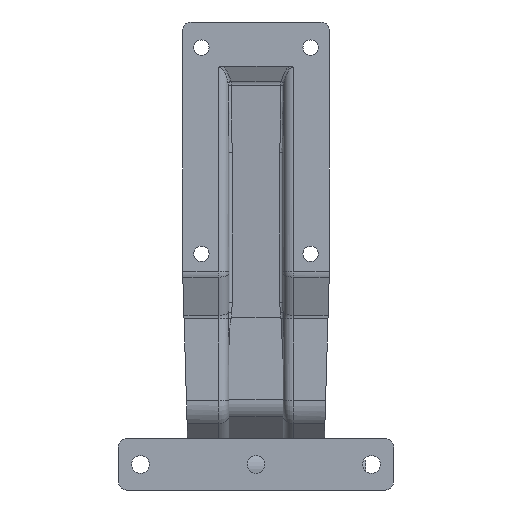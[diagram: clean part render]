
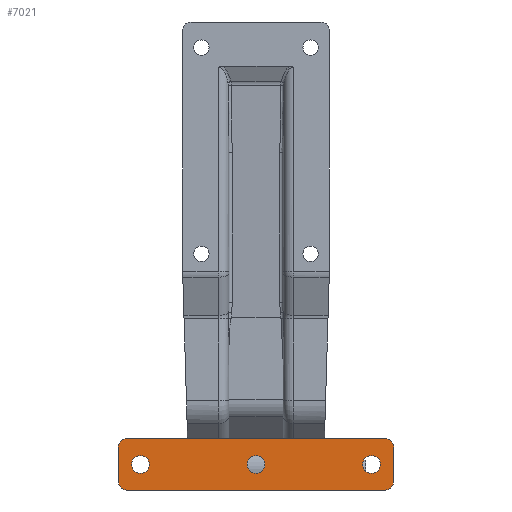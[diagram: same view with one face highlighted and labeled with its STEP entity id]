
A CAD part, front view. The second image highlights one B-rep face of the part: STEP entity #7021.
In plain terms, the highlighted planar face has unit normal (0, -1, 0).
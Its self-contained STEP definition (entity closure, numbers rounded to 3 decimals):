
#198 = CARTESIAN_POINT ( 'NONE',  ( 75.75, 0., 10. ) ) ;
#199 = DIRECTION ( 'NONE',  ( 0., -1., 0. ) ) ;
#200 = DIRECTION ( 'NONE',  ( 0., 0., 1. ) ) ;
#201 = CARTESIAN_POINT ( 'NONE',  ( -75.75, 0., 10. ) ) ;
#202 = DIRECTION ( 'NONE',  ( 0., -1., 0. ) ) ;
#203 = DIRECTION ( 'NONE',  ( 0., 0., 1. ) ) ;
#306 = CARTESIAN_POINT ( 'NONE',  ( -67.75, 0., 0. ) ) ;
#310 = DIRECTION ( 'NONE',  ( 0., 1., 0. ) ) ;
#311 = DIRECTION ( 'NONE',  ( 0., 0., 1. ) ) ;
#851 = AXIS2_PLACEMENT_3D ( 'NONE', #6551, #6555, #6556 ) ;
#853 = VECTOR ( 'NONE', #6560, 1000. ) ;
#855 = VECTOR ( 'NONE', #6563, 1000. ) ;
#996 = EDGE_CURVE ( 'NONE', #4259, #4178, #7161, .T. ) ;
#1118 = EDGE_CURVE ( 'NONE', #4128, #4231, #7194, .T. ) ;
#1190 = EDGE_CURVE ( 'NONE', #4226, #4239, #7203, .T. ) ;
#1268 = FACE_BOUND ( 'NONE', #4042, .T. ) ;
#1270 = FACE_BOUND ( 'NONE', #4001, .T. ) ;
#1271 = AXIS2_PLACEMENT_3D ( 'NONE', #2706, #2707, #2708 ) ;
#1275 = FACE_BOUND ( 'NONE', #4002, .T. ) ;
#1279 = FACE_OUTER_BOUND ( 'NONE', #4025, .T. ) ;
#1280 = EDGE_CURVE ( 'NONE', #4151, #4119, #7214, .T. ) ;
#1282 = EDGE_CURVE ( 'NONE', #4161, #4223, #7215, .T. ) ;
#1321 = AXIS2_PLACEMENT_3D ( 'NONE', #2736, #2737, #2738 ) ;
#1358 = EDGE_CURVE ( 'NONE', #4227, #4221, #7231, .T. ) ;
#1447 = AXIS2_PLACEMENT_3D ( 'NONE', #7298, #7305, #7306 ) ;
#1501 = VECTOR ( 'NONE', #7359, 1000. ) ;
#1645 = EDGE_CURVE ( 'NONE', #4231, #4128, #4659, .T. ) ;
#1646 = EDGE_CURVE ( 'NONE', #4151, #4239, #6558, .T. ) ;
#1647 = EDGE_CURVE ( 'NONE', #4161, #4119, #6561, .T. ) ;
#2101 = LINE ( 'NONE', #2102, #9186 ) ;
#2102 = CARTESIAN_POINT ( 'NONE',  ( -80.75, 0., -15. ) ) ;
#2103 = DIRECTION ( 'NONE',  ( 0., 0., 1. ) ) ;
#2136 = CARTESIAN_POINT ( 'NONE',  ( -67.75, 0., 0. ) ) ;
#2143 = DIRECTION ( 'NONE',  ( 0., 1., 0. ) ) ;
#2144 = DIRECTION ( 'NONE',  ( 0., 0., 1. ) ) ;
#2705 = PLANE ( 'NONE',  #1271 ) ;
#2706 = CARTESIAN_POINT ( 'NONE',  ( 0., 0., 0. ) ) ;
#2707 = DIRECTION ( 'NONE',  ( 0., 1., 0. ) ) ;
#2708 = DIRECTION ( 'NONE',  ( 0., 0., 1. ) ) ;
#2736 = CARTESIAN_POINT ( 'NONE',  ( 67.75, 0., 0. ) ) ;
#2737 = DIRECTION ( 'NONE',  ( 0., 1., 0. ) ) ;
#2738 = DIRECTION ( 'NONE',  ( 0., 0., 1. ) ) ;
#2871 = AXIS2_PLACEMENT_3D ( 'NONE', #9090, #9091, #9092 ) ;
#3749 = ORIENTED_EDGE ( 'NONE', *, *, #1358, .T. ) ;
#4001 = EDGE_LOOP ( 'NONE', ( #8294, #4507 ) ) ;
#4002 = EDGE_LOOP ( 'NONE', ( #3749, #4509 ) ) ;
#4025 = EDGE_LOOP ( 'NONE', ( #8296, #4271, #4510, #4925, #4926, #4927, #4928, #4929 ) ) ;
#4042 = EDGE_LOOP ( 'NONE', ( #4508, #4273 ) ) ;
#4119 = VERTEX_POINT ( 'NONE', #6664 ) ;
#4124 = VERTEX_POINT ( 'NONE', #6669 ) ;
#4128 = VERTEX_POINT ( 'NONE', #6673 ) ;
#4151 = VERTEX_POINT ( 'NONE', #6696 ) ;
#4161 = VERTEX_POINT ( 'NONE', #6706 ) ;
#4178 = VERTEX_POINT ( 'NONE', #6723 ) ;
#4221 = VERTEX_POINT ( 'NONE', #6766 ) ;
#4223 = VERTEX_POINT ( 'NONE', #6768 ) ;
#4226 = VERTEX_POINT ( 'NONE', #6771 ) ;
#4227 = VERTEX_POINT ( 'NONE', #6772 ) ;
#4231 = VERTEX_POINT ( 'NONE', #6775 ) ;
#4239 = VERTEX_POINT ( 'NONE', #6779 ) ;
#4247 = VERTEX_POINT ( 'NONE', #6783 ) ;
#4259 = VERTEX_POINT ( 'NONE', #6789 ) ;
#4271 = ORIENTED_EDGE ( 'NONE', *, *, #996, .T. ) ;
#4273 = ORIENTED_EDGE ( 'NONE', *, *, #1118, .T. ) ;
#4507 = ORIENTED_EDGE ( 'NONE', *, *, #7064, .T. ) ;
#4508 = ORIENTED_EDGE ( 'NONE', *, *, #1645, .T. ) ;
#4509 = ORIENTED_EDGE ( 'NONE', *, *, #5199, .T. ) ;
#4510 = ORIENTED_EDGE ( 'NONE', *, *, #7081, .F. ) ;
#4659 = CIRCLE ( 'NONE', #851, 5.25 ) ;
#4925 = ORIENTED_EDGE ( 'NONE', *, *, #1190, .T. ) ;
#4926 = ORIENTED_EDGE ( 'NONE', *, *, #1646, .F. ) ;
#4927 = ORIENTED_EDGE ( 'NONE', *, *, #1280, .T. ) ;
#4928 = ORIENTED_EDGE ( 'NONE', *, *, #1647, .F. ) ;
#4929 = ORIENTED_EDGE ( 'NONE', *, *, #1282, .T. ) ;
#5185 = EDGE_CURVE ( 'NONE', #4259, #4223, #2101, .T. ) ;
#5199 = EDGE_CURVE ( 'NONE', #4221, #4227, #5589, .T. ) ;
#5209 = AXIS2_PLACEMENT_3D ( 'NONE', #6132, #6136, #6137 ) ;
#5415 = AXIS2_PLACEMENT_3D ( 'NONE', #8102, #8103, #8104 ) ;
#5589 = CIRCLE ( 'NONE', #9200, 5.25 ) ;
#5607 = CIRCLE ( 'NONE', #1321, 5.25 ) ;
#5621 = CIRCLE ( 'NONE', #1447, 5.25 ) ;
#6132 = CARTESIAN_POINT ( 'NONE',  ( 75.75, 0., -10. ) ) ;
#6136 = DIRECTION ( 'NONE',  ( 0., -1., 0. ) ) ;
#6137 = DIRECTION ( 'NONE',  ( 0., 0., 1. ) ) ;
#6295 = AXIS2_PLACEMENT_3D ( 'NONE', #201, #202, #203 ) ;
#6308 = AXIS2_PLACEMENT_3D ( 'NONE', #306, #310, #311 ) ;
#6313 = AXIS2_PLACEMENT_3D ( 'NONE', #198, #199, #200 ) ;
#6551 = CARTESIAN_POINT ( 'NONE',  ( 0., 0., 0. ) ) ;
#6555 = DIRECTION ( 'NONE',  ( 0., 1., 0. ) ) ;
#6556 = DIRECTION ( 'NONE',  ( 0., 0., 1. ) ) ;
#6558 = LINE ( 'NONE', #6559, #853 ) ;
#6559 = CARTESIAN_POINT ( 'NONE',  ( 80.75, 0., -15. ) ) ;
#6560 = DIRECTION ( 'NONE',  ( 0., 0., -1. ) ) ;
#6561 = LINE ( 'NONE', #6562, #855 ) ;
#6562 = CARTESIAN_POINT ( 'NONE',  ( -80.75, 0., 15. ) ) ;
#6563 = DIRECTION ( 'NONE',  ( 1., 0., 0. ) ) ;
#6664 = CARTESIAN_POINT ( 'NONE',  ( 75.75, 0., 15. ) ) ;
#6669 = CARTESIAN_POINT ( 'NONE',  ( 67.75, 0., -5.25 ) ) ;
#6673 = CARTESIAN_POINT ( 'NONE',  ( 0., 0., -5.25 ) ) ;
#6696 = CARTESIAN_POINT ( 'NONE',  ( 80.75, 0., 10. ) ) ;
#6706 = CARTESIAN_POINT ( 'NONE',  ( -75.75, 0., 15. ) ) ;
#6723 = CARTESIAN_POINT ( 'NONE',  ( -75.75, 0., -15. ) ) ;
#6766 = CARTESIAN_POINT ( 'NONE',  ( -67.75, 0., -5.25 ) ) ;
#6768 = CARTESIAN_POINT ( 'NONE',  ( -80.75, 0., 10. ) ) ;
#6771 = CARTESIAN_POINT ( 'NONE',  ( 75.75, 0., -15. ) ) ;
#6772 = CARTESIAN_POINT ( 'NONE',  ( -67.75, 0., 5.25 ) ) ;
#6775 = CARTESIAN_POINT ( 'NONE',  ( 0., 0., 5.25 ) ) ;
#6779 = CARTESIAN_POINT ( 'NONE',  ( 80.75, 0., -10. ) ) ;
#6783 = CARTESIAN_POINT ( 'NONE',  ( 67.75, 0., 5.25 ) ) ;
#6789 = CARTESIAN_POINT ( 'NONE',  ( -80.75, 0., -10. ) ) ;
#7021 = ADVANCED_FACE ( 'NONE', ( #1270, #1268, #1275, #1279 ), #2705, .F. ) ;
#7030 = EDGE_CURVE ( 'NONE', #4247, #4124, #5607, .T. ) ;
#7064 = EDGE_CURVE ( 'NONE', #4124, #4247, #5621, .T. ) ;
#7081 = EDGE_CURVE ( 'NONE', #4226, #4178, #7357, .T. ) ;
#7161 = CIRCLE ( 'NONE', #5415, 5. ) ;
#7194 = CIRCLE ( 'NONE', #2871, 5.25 ) ;
#7203 = CIRCLE ( 'NONE', #5209, 5. ) ;
#7214 = CIRCLE ( 'NONE', #6313, 5. ) ;
#7215 = CIRCLE ( 'NONE', #6295, 5. ) ;
#7231 = CIRCLE ( 'NONE', #6308, 5.25 ) ;
#7298 = CARTESIAN_POINT ( 'NONE',  ( 67.75, 0., 0. ) ) ;
#7305 = DIRECTION ( 'NONE',  ( 0., 1., 0. ) ) ;
#7306 = DIRECTION ( 'NONE',  ( 0., 0., 1. ) ) ;
#7357 = LINE ( 'NONE', #7358, #1501 ) ;
#7358 = CARTESIAN_POINT ( 'NONE',  ( -80.75, 0., -15. ) ) ;
#7359 = DIRECTION ( 'NONE',  ( -1., 0., 0. ) ) ;
#8102 = CARTESIAN_POINT ( 'NONE',  ( -75.75, 0., -10. ) ) ;
#8103 = DIRECTION ( 'NONE',  ( 0., -1., 0. ) ) ;
#8104 = DIRECTION ( 'NONE',  ( 0., 0., 1. ) ) ;
#8294 = ORIENTED_EDGE ( 'NONE', *, *, #7030, .T. ) ;
#8296 = ORIENTED_EDGE ( 'NONE', *, *, #5185, .F. ) ;
#9090 = CARTESIAN_POINT ( 'NONE',  ( 0., 0., 0. ) ) ;
#9091 = DIRECTION ( 'NONE',  ( 0., 1., 0. ) ) ;
#9092 = DIRECTION ( 'NONE',  ( 0., 0., 1. ) ) ;
#9186 = VECTOR ( 'NONE', #2103, 1000. ) ;
#9200 = AXIS2_PLACEMENT_3D ( 'NONE', #2136, #2143, #2144 ) ;
